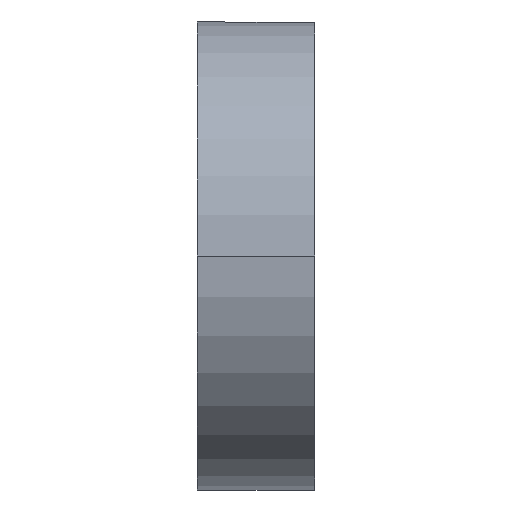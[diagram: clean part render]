
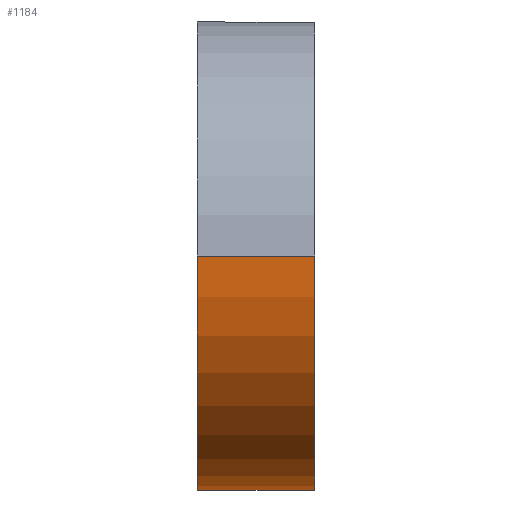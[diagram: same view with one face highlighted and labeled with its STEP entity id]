
A CAD part, left-side view. The second image highlights one B-rep face of the part: STEP entity #1184.
In plain terms, the highlighted cylindrical face has radius 6 mm (diameter 12 mm), a partial arc.
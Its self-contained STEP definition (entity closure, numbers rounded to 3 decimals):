
#2 = ORIENTED_EDGE ( 'NONE', *, *, #682, .F. ) ;
#7 = DIRECTION ( 'NONE',  ( 0., 1., 0. ) ) ;
#82 = EDGE_CURVE ( 'NONE', #1281, #595, #1023, .T. ) ;
#175 = CYLINDRICAL_SURFACE ( 'NONE', #1207, 6. ) ;
#234 = ORIENTED_EDGE ( 'NONE', *, *, #82, .F. ) ;
#238 = CARTESIAN_POINT ( 'NONE',  ( -45., 3., 0. ) ) ;
#244 = DIRECTION ( 'NONE',  ( 0., -1., 0. ) ) ;
#248 = CARTESIAN_POINT ( 'NONE',  ( -39., 3., 0. ) ) ;
#276 = CARTESIAN_POINT ( 'NONE',  ( -45., 0., 0. ) ) ;
#305 = CIRCLE ( 'NONE', #490, 6. ) ;
#345 = ORIENTED_EDGE ( 'NONE', *, *, #668, .F. ) ;
#374 = VECTOR ( 'NONE', #987, 1000. ) ;
#378 = DIRECTION ( 'NONE',  ( 0., -1., 0. ) ) ;
#390 = CARTESIAN_POINT ( 'NONE',  ( -39., 0., -6. ) ) ;
#401 = EDGE_LOOP ( 'NONE', ( #801, #345, #234, #2 ) ) ;
#490 = AXIS2_PLACEMENT_3D ( 'NONE', #723, #7, #842 ) ;
#503 = CARTESIAN_POINT ( 'NONE',  ( -39., 3., -6. ) ) ;
#595 = VERTEX_POINT ( 'NONE', #503 ) ;
#659 = AXIS2_PLACEMENT_3D ( 'NONE', #972, #244, #1105 ) ;
#668 = EDGE_CURVE ( 'NONE', #595, #722, #305, .T. ) ;
#675 = EDGE_CURVE ( 'NONE', #722, #1539, #1543, .T. ) ;
#682 = EDGE_CURVE ( 'NONE', #1539, #1281, #861, .T. ) ;
#722 = VERTEX_POINT ( 'NONE', #1380 ) ;
#723 = CARTESIAN_POINT ( 'NONE',  ( -39., 3., 0. ) ) ;
#801 = ORIENTED_EDGE ( 'NONE', *, *, #675, .F. ) ;
#842 = DIRECTION ( 'NONE',  ( 0., 0., 1. ) ) ;
#861 = CIRCLE ( 'NONE', #659, 6. ) ;
#972 = CARTESIAN_POINT ( 'NONE',  ( -39., 0., 0. ) ) ;
#977 = DIRECTION ( 'NONE',  ( 0., 0., -1. ) ) ;
#987 = DIRECTION ( 'NONE',  ( 0., 1., 0. ) ) ;
#1001 = CARTESIAN_POINT ( 'NONE',  ( -39., -7., -6. ) ) ;
#1023 = LINE ( 'NONE', #1001, #374 ) ;
#1105 = DIRECTION ( 'NONE',  ( 0., 0., 1. ) ) ;
#1184 = ADVANCED_FACE ( 'NONE', ( #1470 ), #175, .T. ) ;
#1207 = AXIS2_PLACEMENT_3D ( 'NONE', #248, #378, #977 ) ;
#1223 = DIRECTION ( 'NONE',  ( 0., -1., 0. ) ) ;
#1281 = VERTEX_POINT ( 'NONE', #390 ) ;
#1380 = CARTESIAN_POINT ( 'NONE',  ( -45., 3., 0. ) ) ;
#1470 = FACE_OUTER_BOUND ( 'NONE', #401, .T. ) ;
#1508 = VECTOR ( 'NONE', #1223, 1000. ) ;
#1539 = VERTEX_POINT ( 'NONE', #276 ) ;
#1543 = LINE ( 'NONE', #238, #1508 ) ;
